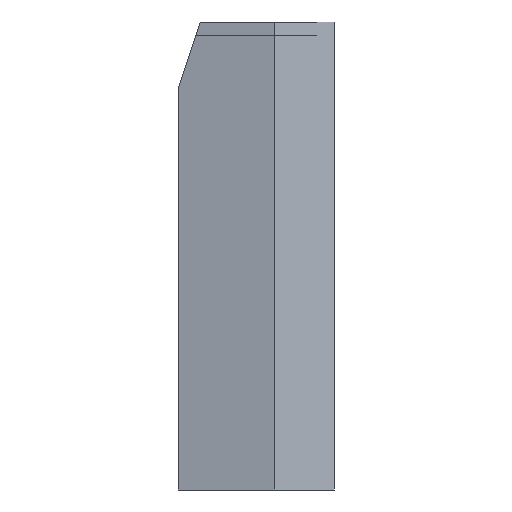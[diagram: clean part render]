
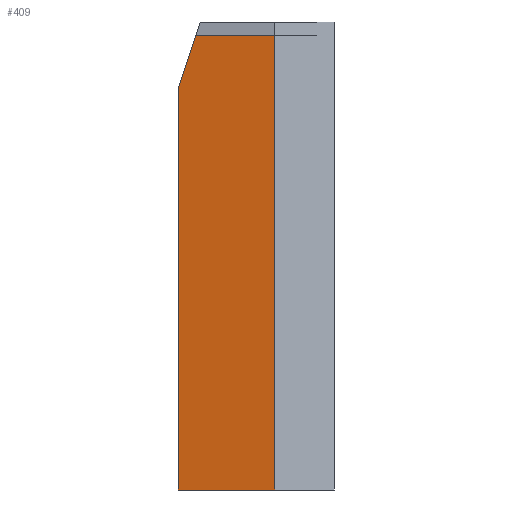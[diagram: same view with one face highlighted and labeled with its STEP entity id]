
A CAD part, left-side view. The second image highlights one B-rep face of the part: STEP entity #409.
In plain terms, the highlighted planar face has unit normal (-0.983, 0.182, 0).
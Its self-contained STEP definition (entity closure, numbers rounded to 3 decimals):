
#11 = CARTESIAN_POINT ( 'NONE',  ( -8., 13.244, 102. ) ) ;
#15 = VERTEX_POINT ( 'NONE', #1114 ) ;
#30 = DIRECTION ( 'NONE',  ( 0.059, 0.316, -0.947 ) ) ;
#68 = DIRECTION ( 'NONE',  ( -0.983, 0.182, 0. ) ) ;
#72 = CARTESIAN_POINT ( 'NONE',  ( -3.966, 35., 140.903 ) ) ;
#87 = CARTESIAN_POINT ( 'NONE',  ( -8., 13.244, 0. ) ) ;
#91 = CARTESIAN_POINT ( 'NONE',  ( -8., 13.244, 140.903 ) ) ;
#93 = VECTOR ( 'NONE', #30, 1000. ) ;
#177 = ORIENTED_EDGE ( 'NONE', *, *, #1815, .F. ) ;
#207 = VECTOR ( 'NONE', #547, 1000. ) ;
#238 = EDGE_CURVE ( 'NONE', #353, #878, #1149, .T. ) ;
#353 = VERTEX_POINT ( 'NONE', #782 ) ;
#409 = ADVANCED_FACE ( 'NONE', ( #1789 ), #796, .T. ) ;
#463 = EDGE_CURVE ( 'NONE', #1053, #878, #489, .T. ) ;
#469 = VECTOR ( 'NONE', #746, 1000. ) ;
#489 = LINE ( 'NONE', #652, #1422 ) ;
#498 = ORIENTED_EDGE ( 'NONE', *, *, #1601, .F. ) ;
#547 = DIRECTION ( 'NONE',  ( 0., 0., -1. ) ) ;
#652 = CARTESIAN_POINT ( 'NONE',  ( -3.966, 35., 0. ) ) ;
#746 = DIRECTION ( 'NONE',  ( 0., 0., -1. ) ) ;
#782 = CARTESIAN_POINT ( 'NONE',  ( -3.966, 35., 90. ) ) ;
#796 = PLANE ( 'NONE',  #1644 ) ;
#878 = VERTEX_POINT ( 'NONE', #1694 ) ;
#881 = EDGE_LOOP ( 'NONE', ( #1400, #1817, #1854, #498, #177 ) ) ;
#888 = LINE ( 'NONE', #1693, #1620 ) ;
#914 = EDGE_CURVE ( 'NONE', #15, #353, #1367, .T. ) ;
#1053 = VERTEX_POINT ( 'NONE', #87 ) ;
#1063 = DIRECTION ( 'NONE',  ( -0.182, -0.983, 0. ) ) ;
#1114 = CARTESIAN_POINT ( 'NONE',  ( -4.708, 31., 102. ) ) ;
#1139 = DIRECTION ( 'NONE',  ( 0.182, 0.983, 0. ) ) ;
#1149 = LINE ( 'NONE', #1217, #469 ) ;
#1217 = CARTESIAN_POINT ( 'NONE',  ( -3.966, 35., 140.903 ) ) ;
#1258 = VERTEX_POINT ( 'NONE', #11 ) ;
#1367 = LINE ( 'NONE', #1403, #93 ) ;
#1400 = ORIENTED_EDGE ( 'NONE', *, *, #914, .T. ) ;
#1403 = CARTESIAN_POINT ( 'NONE',  ( -4.904, 29.943, 105.172 ) ) ;
#1422 = VECTOR ( 'NONE', #1139, 1000. ) ;
#1601 = EDGE_CURVE ( 'NONE', #1258, #1053, #1621, .T. ) ;
#1620 = VECTOR ( 'NONE', #1063, 1000. ) ;
#1621 = LINE ( 'NONE', #91, #207 ) ;
#1644 = AXIS2_PLACEMENT_3D ( 'NONE', #72, #68, #1731 ) ;
#1693 = CARTESIAN_POINT ( 'NONE',  ( -3.966, 35., 102. ) ) ;
#1694 = CARTESIAN_POINT ( 'NONE',  ( -3.966, 35., 0. ) ) ;
#1731 = DIRECTION ( 'NONE',  ( -0.182, -0.983, 0. ) ) ;
#1789 = FACE_OUTER_BOUND ( 'NONE', #881, .T. ) ;
#1815 = EDGE_CURVE ( 'NONE', #15, #1258, #888, .T. ) ;
#1817 = ORIENTED_EDGE ( 'NONE', *, *, #238, .T. ) ;
#1854 = ORIENTED_EDGE ( 'NONE', *, *, #463, .F. ) ;
